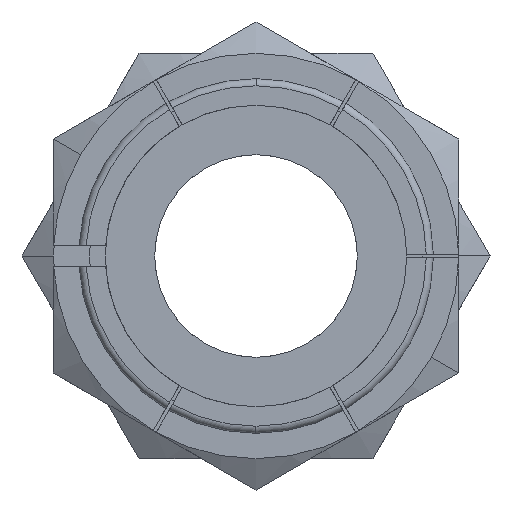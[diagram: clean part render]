
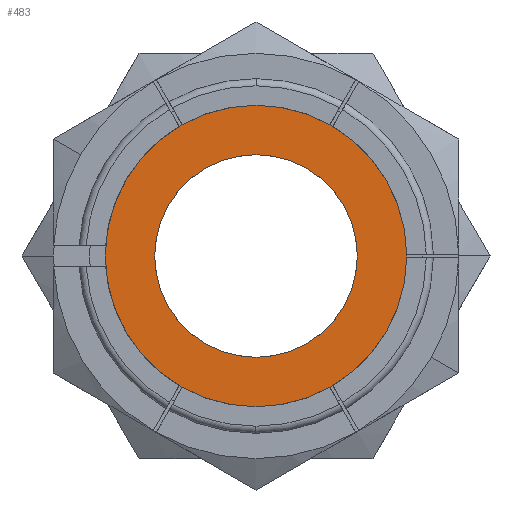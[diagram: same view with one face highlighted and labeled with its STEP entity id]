
A CAD part, left-side view. The second image highlights one B-rep face of the part: STEP entity #483.
In plain terms, the highlighted planar face has unit normal (-1, 0, 0).
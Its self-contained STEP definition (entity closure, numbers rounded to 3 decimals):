
#483=ADVANCED_FACE('',(#965,#966),#967,.T.);
#965=FACE_BOUND('',#1444,.T.);
#966=FACE_OUTER_BOUND('',#1445,.T.);
#967=PLANE('',#1446);
#1444=EDGE_LOOP('',(#2850,#2851));
#1445=EDGE_LOOP('',(#2852,#2853));
#1446=AXIS2_PLACEMENT_3D('',#2854,#2855,#2856);
#2850=ORIENTED_EDGE('',*,*,#3421,.T.);
#2851=ORIENTED_EDGE('',*,*,#3357,.T.);
#2852=ORIENTED_EDGE('',*,*,#3338,.F.);
#2853=ORIENTED_EDGE('',*,*,#3423,.F.);
#2854=CARTESIAN_POINT('',(-17.0,2.975,0.0));
#2855=DIRECTION('',(-1.0,0.0,0.0));
#2856=DIRECTION('',(0.0,-1.0,0.0));
#3338=EDGE_CURVE('',#4110,#4113,#4114,.T.);
#3357=EDGE_CURVE('',#4128,#4148,#4150,.T.);
#3421=EDGE_CURVE('',#4148,#4128,#4234,.T.);
#3423=EDGE_CURVE('',#4113,#4110,#4236,.T.);
#4110=VERTEX_POINT('',#5948);
#4113=VERTEX_POINT('',#5952);
#4114=CIRCLE('',#5953,5.95);
#4128=VERTEX_POINT('',#5968);
#4148=VERTEX_POINT('',#5993);
#4150=CIRCLE('',#5996,4.0);
#4234=CIRCLE('',#6108,4.0);
#4236=CIRCLE('',#6110,5.95);
#5948=CARTESIAN_POINT('',(-17.0,5.95,0.0));
#5952=CARTESIAN_POINT('',(-17.0,-5.95,0.));
#5953=AXIS2_PLACEMENT_3D('',#6594,#6595,#6596);
#5968=CARTESIAN_POINT('',(-17.0,0.,-4.0));
#5993=CARTESIAN_POINT('',(-17.0,0.,4.0));
#5996=AXIS2_PLACEMENT_3D('',#6634,#6635,#6636);
#6108=AXIS2_PLACEMENT_3D('',#6707,#6708,#6709);
#6110=AXIS2_PLACEMENT_3D('',#6710,#6711,#6712);
#6594=CARTESIAN_POINT('',(-17.0,0.0,0.0));
#6595=DIRECTION('',(1.0,0.0,0.0));
#6596=DIRECTION('',(0.0,1.0,0.0));
#6634=CARTESIAN_POINT('',(-17.0,0.0,0.0));
#6635=DIRECTION('',(1.0,0.0,0.0));
#6636=DIRECTION('',(0.0,0.0,-1.0));
#6707=CARTESIAN_POINT('',(-17.0,0.0,0.0));
#6708=DIRECTION('',(1.0,0.0,0.0));
#6709=DIRECTION('',(0.0,0.0,-1.0));
#6710=CARTESIAN_POINT('',(-17.0,0.0,0.0));
#6711=DIRECTION('',(1.0,0.0,0.0));
#6712=DIRECTION('',(0.0,1.0,0.0));
